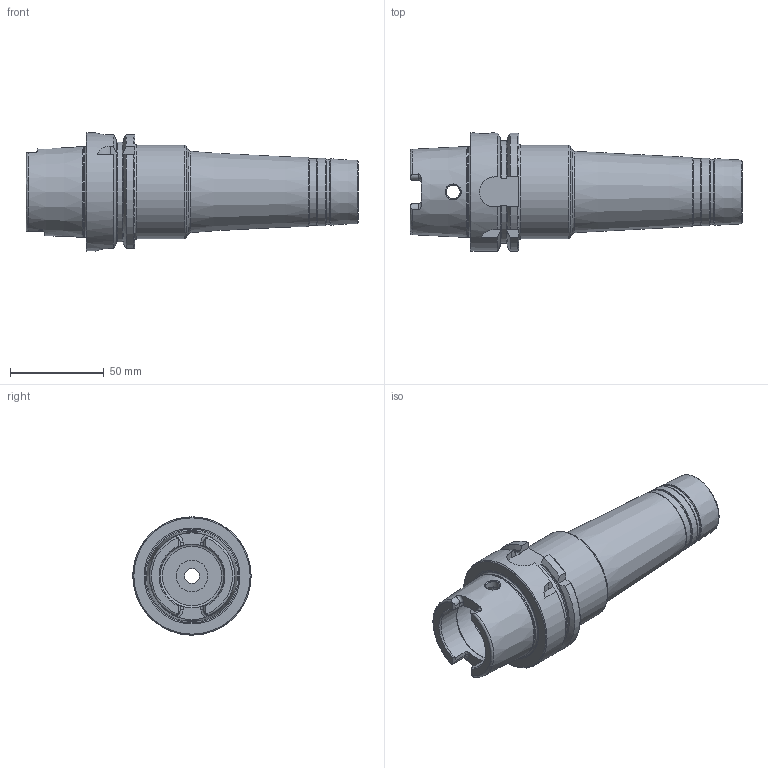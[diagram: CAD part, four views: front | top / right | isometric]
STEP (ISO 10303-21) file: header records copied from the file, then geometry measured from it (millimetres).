
FILE_DESCRIPTION(/* description */ (''),/* implementation_level */ '2;1');
FILE_NAME(/* name */ 'WQ030HMC.stp',/* time_stamp */ '2021-02-25T08:34:58+09:00',/* author */ ('eos'),/* organization */ (''),/* preprocessor_version */ 'ST-DEVELOPER v18.1',/* originating_system */ 'Autodesk Inventor 2020',/* authorisation */ '');
FILE_SCHEMA (('AUTOMOTIVE_DESIGN { 1 0 10303 214 3 1 1 }'));
Length unit declared in the file: millimetre
Products named in the file (1): HSK63A
Bounding box: 177 x 63 x 63 mm (x, y, z)
Volume: 224738.6 mm3; surface area: 41989.2 mm2
Topology: 1 solids, 1 shells, 135 faces, 417 edges, 289 vertices
Faces by surface type: plane 42, cylinder 34, torus 33, cone 24, bspline 2
Full cylindrical faces by diameter (mm): 7.5 x2, 8 x1, 10 x1, 10.917 x1, 16.917 x1, 19 x1, 19.05 x1, 19.4 x1, 34 x2, 40 x1, 48.041 x1, 50 x1, 63 x1
Entity records: 5552 total; most frequent: CARTESIAN_POINT 1666, DIRECTION 845, ORIENTED_EDGE 838, EDGE_CURVE 419, AXIS2_PLACEMENT_3D 364, VERTEX_POINT 291, CIRCLE 222, EDGE_LOOP 146
